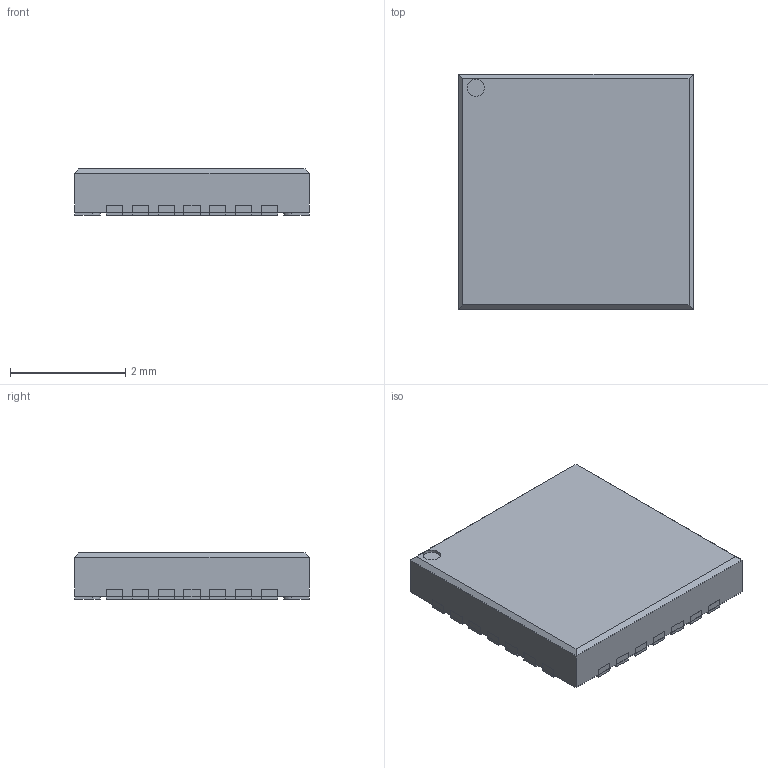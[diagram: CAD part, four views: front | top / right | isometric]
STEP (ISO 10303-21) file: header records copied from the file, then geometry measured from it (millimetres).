
FILE_DESCRIPTION(/* description */ (''),/* implementation_level */ '2;1');
FILE_NAME(/* name */ 'qfn_1690931507817.stp',/* time_stamp */ '2023-08-01T23:11:52Z',/* author */ (''),/* organization */ (''),/* preprocessor_version */ 'ST-DEVELOPER v20',/* originating_system */ 'ASM',/* authorisation */ '');
FILE_SCHEMA (('AUTOMOTIVE_DESIGN { 1 0 10303 214 3 1 1 }'));
Length unit declared in the file: millimetre
Products named in the file (1): qfn_1690931507817
Bounding box: 4.08 x 4.08 x 0.8 mm (x, y, z)
Volume: 12.9 mm3; surface area: 54.6 mm2
Topology: 15 solids, 15 shells, 297 faces, 763 edges, 498 vertices
Faces by surface type: plane 268, cylinder 29
Full cylindrical faces by diameter (mm): 0.3 x1
Entity records: 9154 total; most frequent: CARTESIAN_POINT 1559, ORIENTED_EDGE 1526, DIRECTION 1417, EDGE_CURVE 763, LINE 705, VECTOR 705, VERTEX_POINT 498, AXIS2_PLACEMENT_3D 356
